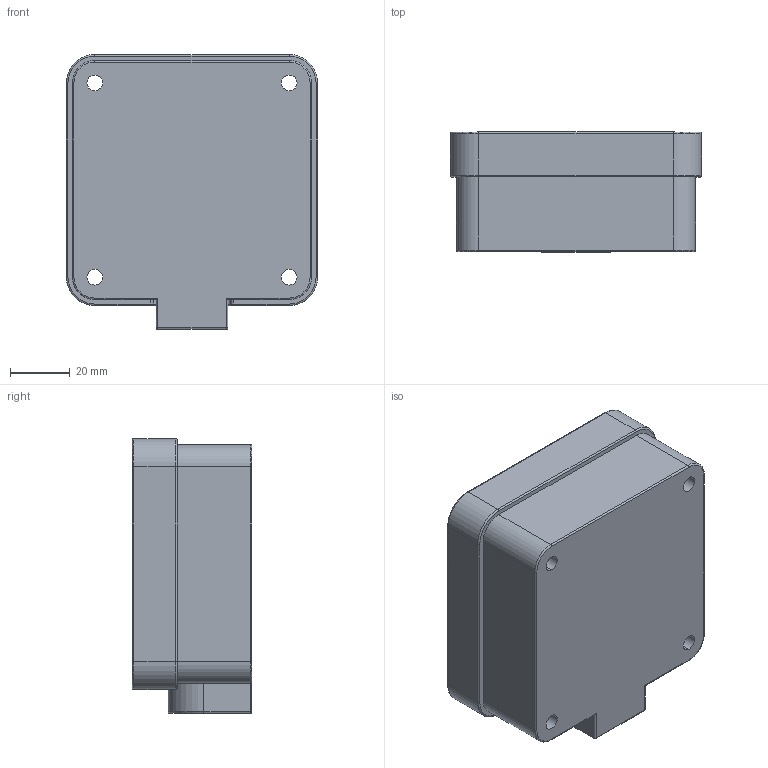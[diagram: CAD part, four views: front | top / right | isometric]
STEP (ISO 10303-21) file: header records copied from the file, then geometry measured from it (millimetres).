
FILE_DESCRIPTION((''),'2;1');
FILE_NAME('DM_CAD-3142','2017-07-20T',('creinig-se'),(''),'PRO/ENGINEER BY PARAMETRIC TECHNOLOGY CORPORATION, 2015440','PRO/ENGINEER BY PARAMETRIC TECHNOLOGY CORPORATION, 2015440','');
FILE_SCHEMA(('CONFIG_CONTROL_DESIGN'));
Length unit declared in the file: millimetre
Products named in the file (1): DM_CAD-3142
Bounding box: 84 x 40 x 92 mm (x, y, z)
Volume: 257725.6 mm3; surface area: 31519.4 mm2
Topology: 1 solids, 1 shells, 97 faces, 241 edges, 168 vertices
Faces by surface type: cylinder 55, plane 23, torus 15, bspline 2, sphere 2
Entity records: 3760 total; most frequent: DIRECTION 550, CARTESIAN_POINT 531, ORIENTED_EDGE 450, PRESENTATION_STYLE_ASSIGNMENT 243, STYLED_ITEM 243, CURVE_STYLE 242, EDGE_CURVE 225, AXIS2_PLACEMENT_3D 217
